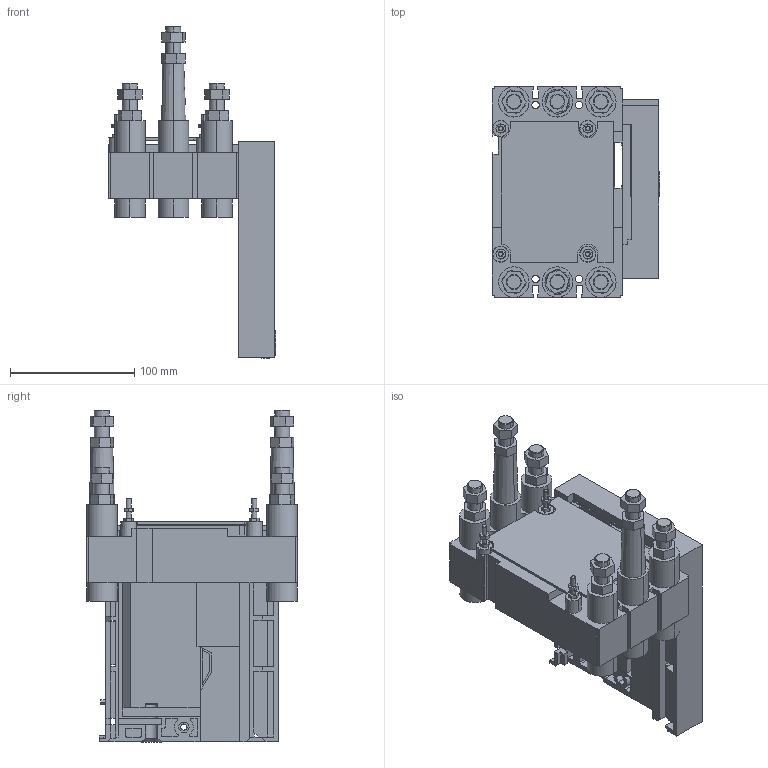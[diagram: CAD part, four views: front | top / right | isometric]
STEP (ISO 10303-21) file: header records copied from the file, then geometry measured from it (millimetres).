
FILE_DESCRIPTION (( 'STEP AP214' ), '1' );
FILE_NAME ('Ïàíåëü âòû÷íàÿ PM-99-2 çàäíåãî ïðèñîåäèíåíèÿ äëÿ ÂÀ-99 250À.STEP', '2018-08-24T07:43:04', ( '' ), ( '' ), 'SwSTEP 2.0', 'SolidWorks 2017', '' );
FILE_SCHEMA (( 'AUTOMOTIVE_DESIGN' ));
Length unit declared in the file: millimetre
Products named in the file (1): Ïàíåëü âòû÷íàÿ PM-99-2 çàäíåãî ïðèñîåäèíåíèÿ äëÿ ÂÀ-99 250À
Bounding box: 135 x 170 x 267 mm (x, y, z)
Volume: 1038231.6 mm3; surface area: 260254.4 mm2
Topology: 3 solids, 3 shells, 920 faces, 2459 edges, 1611 vertices
Faces by surface type: plane 638, cylinder 141, cone 105, torus 36
Entity records: 38842 total; most frequent: CARTESIAN_POINT 5016, DIRECTION 4940, ORIENTED_EDGE 4918, EDGE_CURVE 2459, LINE 1812, VECTOR 1812, VERTEX_POINT 1612, AXIS2_PLACEMENT_3D 1564
